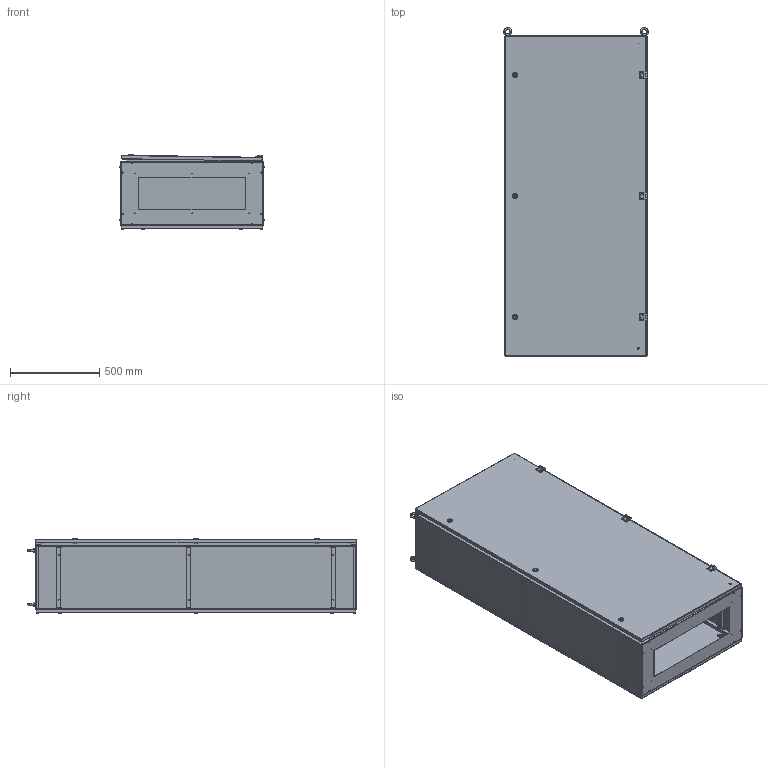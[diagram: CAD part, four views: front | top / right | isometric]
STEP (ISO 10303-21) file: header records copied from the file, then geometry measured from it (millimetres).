
FILE_DESCRIPTION (( 'STEP AP203' ), '1' );
FILE_NAME ('ÙÌÏ 1800õ800õ400 IP31.STEP', '2020-12-25T13:22:20', ( '' ), ( '' ), 'SwSTEP 2.0', 'SolidWorks 2019', '' );
FILE_SCHEMA (( 'CONFIG_CONTROL_DESIGN' ));
Length unit declared in the file: millimetre
Products named in the file (31): Ñòåíêà çàäíÿÿ â ñáîðå; Çàêëåïêà ãàå÷íàÿ Ì6; Îñíîâàíèå ïåòëè; pan head cross recess screw_din_ISO 7045 - M6 x 30 - Z --- 30N; Êîðïóñ â ñáîðå; Äâåðü â ñáîðå; Ïåòëÿ óãëîâàÿ Atos MK20.5.V1.25; Ñòåíêà ëåâàÿ â ñáîðå; Ñòåíêà ëåâàÿ; pan head cross recess screw_din_DIN EN ISO 7045 - M6 x 12 - Z - 12N; Îïîðà ëåâàÿ; hex nut style 1 gradeab_din_Hexagon Nut ISO 4032 - M4 - W - N; Êîðïóñ ïåòëè; lifting eye nut 01_din_DIN 582-M10-N; Ñòåíêà ïðàâàÿ; Ñòåíêà çàäíÿÿ; Ñòåíêà çàäíÿÿ ÑÁ (ïðèñòðåëêà); Ñòåíêà âåðõíÿÿ; plain washer grade a_din_Washer DIN 125 - A 10.5; Ñòåíêà ïðàâàÿ â ñáîðå; Îïîðà ïðàâàÿ; Z-ïðîôèëü; Ñòåíêà íèæíÿÿ; ﾇ瑟鶴 IP54; ÙÌÏ 1800õ800õ400 IP31; hex flange nut_din_Hexagon Flange Nut DIN 6923 - M6 - N; øïèëüêà îáìåäíåííàÿ Ì4õ12; ﾄ粢; Øïèëüêà ïðèâàðíàÿ Ì6õ16
Assembly tree (83 placements, depth 4):
  ÙÌÏ 1800õ800õ400 IP31
    Êîðïóñ â ñáîðå
      Ñòåíêà ëåâàÿ â ñáîðå
        Ñòåíêà ëåâàÿ
        Z-ïðîôèëü  x3
      Ñòåíêà ïðàâàÿ â ñáîðå
        Ñòåíêà ïðàâàÿ
        Z-ïðîôèëü  x3
        Øïèëüêà ïðèâàðíàÿ Ì6õ16
      Ñòåíêà âåðõíÿÿ
      Çàêëåïêà ãàå÷íàÿ Ì6  x10
      Ñòåíêà íèæíÿÿ
    Ñòåíêà çàäíÿÿ â ñáîðå
      Ñòåíêà çàäíÿÿ ÑÁ (ïðèñòðåëêà)
        Ñòåíêà çàäíÿÿ
        øïèëüêà îáìåäíåííàÿ Ì4õ12  x4
      Îïîðà ïðàâàÿ
      Îïîðà ëåâàÿ
      hex nut style 1 gradeab_din_Hexagon Nut ISO 4032 - M4 - W - N  x4
    pan head cross recess screw_din_ISO 7045 - M6 x 30 - Z --- 30N  x10
    hex flange nut_din_Hexagon Flange Nut DIN 6923 - M6 - N  x8
    lifting eye nut 01_din_DIN 582-M10-N  x4
    plain washer grade a_din_Washer DIN 125 - A 10.5  x3
    Äâåðü â ñáîðå
      ﾄ粢
      Øïèëüêà ïðèâàðíàÿ Ì6õ16
      ﾇ瑟鶴 IP54  x3
      Ïåòëÿ óãëîâàÿ Atos MK20.5.V1.25
        Îñíîâàíèå ïåòëè
        Êîðïóñ ïåòëè
        pan head cross recess screw_din_DIN EN ISO 7045 - M6 x 12 - Z - 12N  x2
      Ïåòëÿ óãëîâàÿ Atos MK20.5.V1.25
        Îñíîâàíèå ïåòëè
        Êîðïóñ ïåòëè
        pan head cross recess screw_din_DIN EN ISO 7045 - M6 x 12 - Z - 12N  x2
      Ïåòëÿ óãëîâàÿ Atos MK20.5.V1.25
        Îñíîâàíèå ïåòëè
        Êîðïóñ ïåòëè
        pan head cross recess screw_din_DIN EN ISO 7045 - M6 x 12 - Z - 12N  x2
Bounding box: 811.63 x 1844.99 x 420 mm (x, y, z)
Volume: 8199581.3 mm3; surface area: 10894026.5 mm2
Topology: 89 solids, 89 shells, 3674 faces, 9164 edges, 5662 vertices
Faces by surface type: plane 1574, cylinder 1374, cone 404, torus 156, bspline 128, sphere 38
Entity records: 49148 total; most frequent: CARTESIAN_POINT 14805, DIRECTION 6339, ORIENTED_EDGE 6074, EDGE_CURVE 3037, AXIS2_PLACEMENT_3D 2320, VERTEX_POINT 1868, LINE 1699, VECTOR 1699
